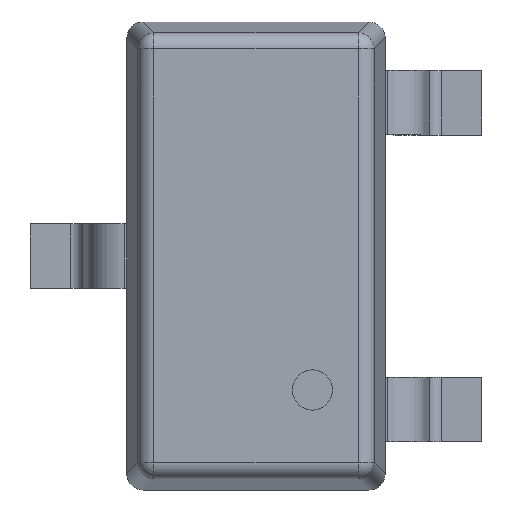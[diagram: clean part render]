
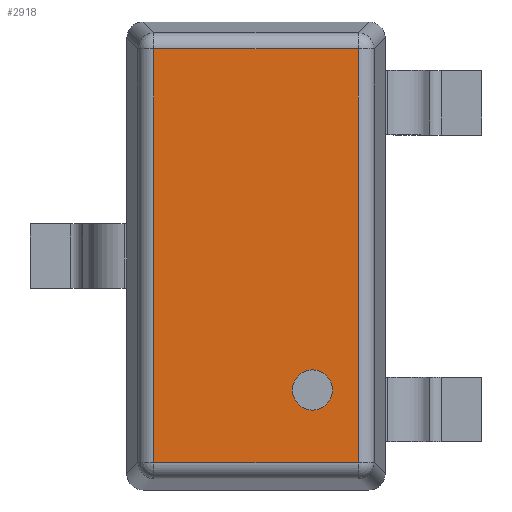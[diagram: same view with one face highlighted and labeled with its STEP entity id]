
A CAD part, top view. The second image highlights one B-rep face of the part: STEP entity #2918.
In plain terms, the highlighted planar face has unit normal (0, 0, 1).
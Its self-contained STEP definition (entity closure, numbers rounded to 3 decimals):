
#23 = PLANE ( 'NONE',  #1413 ) ;
#42 = ORIENTED_EDGE ( 'NONE', *, *, #2296, .F. ) ;
#68 = FACE_OUTER_BOUND ( 'NONE', #1983, .T. ) ;
#195 = CARTESIAN_POINT ( 'NONE',  ( -0.632, 1.282, 1.4 ) ) ;
#235 = AXIS2_PLACEMENT_3D ( 'NONE', #2699, #2978, #1410 ) ;
#265 = CARTESIAN_POINT ( 'NONE',  ( 0., 1.282, 1.4 ) ) ;
#275 = LINE ( 'NONE', #2621, #559 ) ;
#287 = DIRECTION ( 'NONE',  ( 0., 0., 1. ) ) ;
#304 = ORIENTED_EDGE ( 'NONE', *, *, #455, .T. ) ;
#307 = EDGE_CURVE ( 'NONE', #2650, #1833, #1348, .T. ) ;
#455 = EDGE_CURVE ( 'NONE', #1833, #576, #509, .T. ) ;
#509 = LINE ( 'NONE', #265, #1345 ) ;
#553 = ORIENTED_EDGE ( 'NONE', *, *, #2876, .T. ) ;
#559 = VECTOR ( 'NONE', #3125, 1000. ) ;
#576 = VERTEX_POINT ( 'NONE', #195 ) ;
#595 = DIRECTION ( 'NONE',  ( 0., 1., 0. ) ) ;
#642 = CARTESIAN_POINT ( 'NONE',  ( 0.632, 1.282, 1.4 ) ) ;
#647 = CARTESIAN_POINT ( 'NONE',  ( 0.35, -0.831, 1.4 ) ) ;
#782 = DIRECTION ( 'NONE',  ( 1., 0., 0. ) ) ;
#848 = DIRECTION ( 'NONE',  ( 0., 1., 0. ) ) ;
#976 = CIRCLE ( 'NONE', #235, 0.125 ) ;
#1018 = CARTESIAN_POINT ( 'NONE',  ( -0.632, -1.282, 1.4 ) ) ;
#1048 = EDGE_LOOP ( 'NONE', ( #2618, #42 ) ) ;
#1053 = EDGE_CURVE ( 'NONE', #1239, #2377, #976, .T. ) ;
#1173 = CARTESIAN_POINT ( 'NONE',  ( 0., -1.282, 1.4 ) ) ;
#1200 = CARTESIAN_POINT ( 'NONE',  ( 0.632, -1.282, 1.4 ) ) ;
#1239 = VERTEX_POINT ( 'NONE', #1885 ) ;
#1286 = DIRECTION ( 'NONE',  ( -1., 0., 0. ) ) ;
#1331 = AXIS2_PLACEMENT_3D ( 'NONE', #647, #2199, #595 ) ;
#1345 = VECTOR ( 'NONE', #1286, 1000. ) ;
#1348 = LINE ( 'NONE', #2389, #1965 ) ;
#1410 = DIRECTION ( 'NONE',  ( 0., 1., 0. ) ) ;
#1413 = AXIS2_PLACEMENT_3D ( 'NONE', #2811, #287, #782 ) ;
#1690 = LINE ( 'NONE', #1173, #3285 ) ;
#1833 = VERTEX_POINT ( 'NONE', #642 ) ;
#1885 = CARTESIAN_POINT ( 'NONE',  ( 0.35, -0.707, 1.4 ) ) ;
#1965 = VECTOR ( 'NONE', #848, 1000. ) ;
#1983 = EDGE_LOOP ( 'NONE', ( #304, #553, #2759, #2224 ) ) ;
#2199 = DIRECTION ( 'NONE',  ( 0., 0., 1. ) ) ;
#2224 = ORIENTED_EDGE ( 'NONE', *, *, #307, .T. ) ;
#2296 = EDGE_CURVE ( 'NONE', #2377, #1239, #2795, .T. ) ;
#2342 = FACE_BOUND ( 'NONE', #1048, .T. ) ;
#2377 = VERTEX_POINT ( 'NONE', #2805 ) ;
#2389 = CARTESIAN_POINT ( 'NONE',  ( 0.632, 0., 1.4 ) ) ;
#2618 = ORIENTED_EDGE ( 'NONE', *, *, #1053, .F. ) ;
#2621 = CARTESIAN_POINT ( 'NONE',  ( -0.632, 0., 1.4 ) ) ;
#2650 = VERTEX_POINT ( 'NONE', #1200 ) ;
#2699 = CARTESIAN_POINT ( 'NONE',  ( 0.35, -0.831, 1.4 ) ) ;
#2759 = ORIENTED_EDGE ( 'NONE', *, *, #3060, .T. ) ;
#2795 = CIRCLE ( 'NONE', #1331, 0.125 ) ;
#2805 = CARTESIAN_POINT ( 'NONE',  ( 0.35, -0.956, 1.4 ) ) ;
#2811 = CARTESIAN_POINT ( 'NONE',  ( 0., 0., 1.4 ) ) ;
#2876 = EDGE_CURVE ( 'NONE', #576, #3232, #275, .T. ) ;
#2918 = ADVANCED_FACE ( 'NONE', ( #68, #2342 ), #23, .T. ) ;
#2978 = DIRECTION ( 'NONE',  ( 0., 0., 1. ) ) ;
#3060 = EDGE_CURVE ( 'NONE', #3232, #2650, #1690, .T. ) ;
#3125 = DIRECTION ( 'NONE',  ( 0., -1., 0. ) ) ;
#3225 = DIRECTION ( 'NONE',  ( 1., 0., 0. ) ) ;
#3232 = VERTEX_POINT ( 'NONE', #1018 ) ;
#3285 = VECTOR ( 'NONE', #3225, 1000. ) ;
